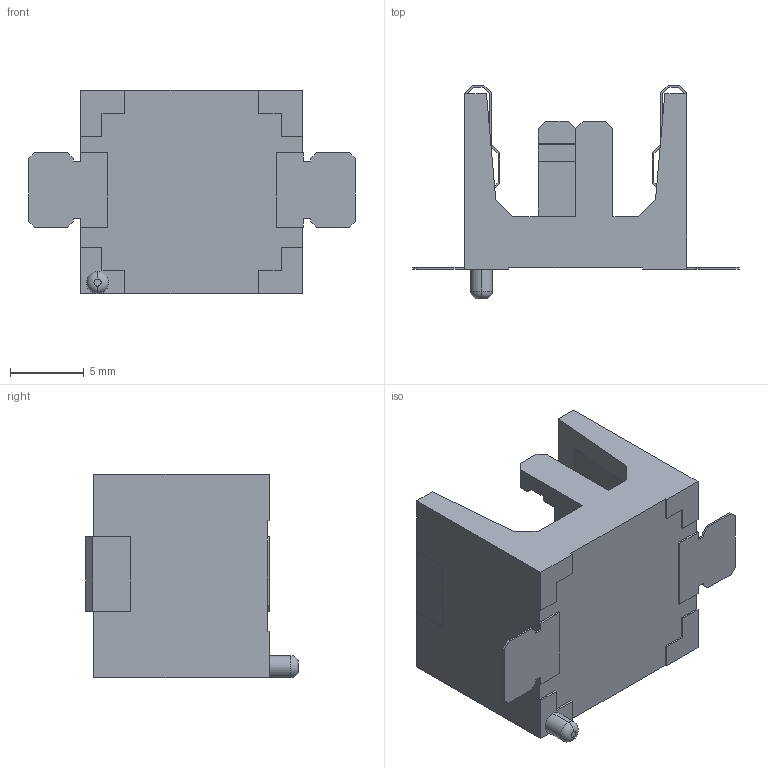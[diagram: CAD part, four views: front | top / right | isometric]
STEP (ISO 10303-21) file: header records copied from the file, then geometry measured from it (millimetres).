
FILE_DESCRIPTION (( 'STEP AP214' ), '1' );
FILE_NAME ('BC1(dash)3N-C-SM.STEP', '2019-12-03T22:32:36', ( '' ), ( '' ), 'SwSTEP 2.0', 'SolidWorks 2017', '' );
FILE_SCHEMA (( 'AUTOMOTIVE_DESIGN' ));
Length unit declared in the file: millimetre
Products named in the file (1): BC1(dash)3N-C-SM
Bounding box: 22.23 x 14.48 x 13.84 mm (x, y, z)
Volume: 912.4 mm3; surface area: 1843.1 mm2
Topology: 3 solids, 3 shells, 185 faces, 544 edges, 362 vertices
Faces by surface type: plane 181, torus 2, cylinder 2
Entity records: 6106 total; most frequent: CARTESIAN_POINT 1092, ORIENTED_EDGE 1088, DIRECTION 924, EDGE_CURVE 544, LINE 536, VECTOR 536, VERTEX_POINT 362, AXIS2_PLACEMENT_3D 194
